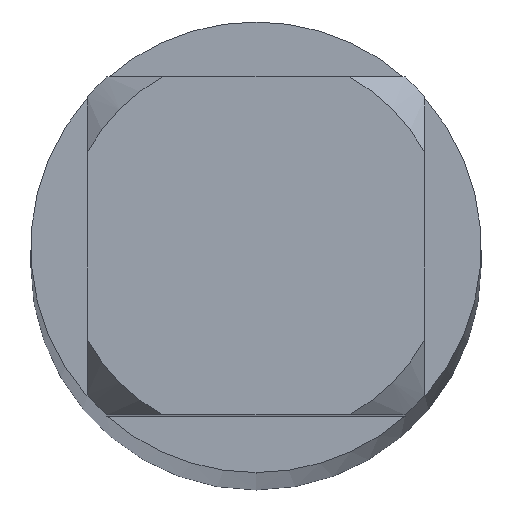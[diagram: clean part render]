
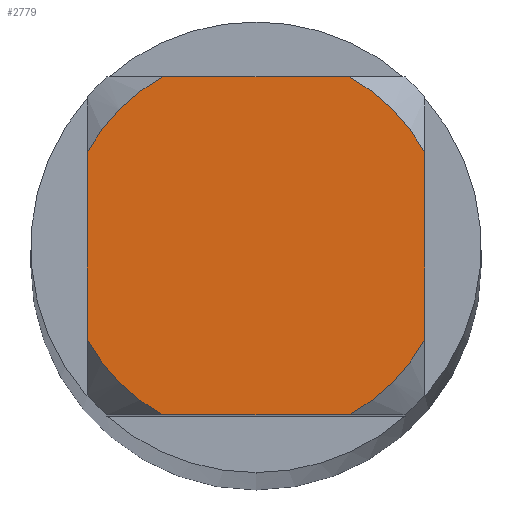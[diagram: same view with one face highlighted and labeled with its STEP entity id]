
A CAD part, top view. The second image highlights one B-rep face of the part: STEP entity #2779.
In plain terms, the highlighted planar face has unit normal (0, 0, 1).
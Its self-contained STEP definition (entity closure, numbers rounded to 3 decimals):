
#1013=VERTEX_POINT('',#2923);
#1085=VERTEX_POINT('',#3004);
#1231=EDGE_CURVE('',#1085,#2671,#3165,.T.);
#1407=EDGE_CURVE('',#2053,#1013,#3361,.T.);
#1691=VERTEX_POINT('',#3673);
#1817=VERTEX_POINT('',#3814);
#1857=EDGE_CURVE('',#2053,#2093,#3858,.T.);
#1965=VERTEX_POINT('',#3973);
#2039=EDGE_CURVE('',#1085,#1013,#4052,.T.);
#2053=VERTEX_POINT('',#4066);
#2093=VERTEX_POINT('',#4109);
#2433=EDGE_CURVE('',#1691,#1965,#4480,.T.);
#2643=EDGE_CURVE('',#1691,#2671,#4706,.T.);
#2671=VERTEX_POINT('',#4736);
#2769=EDGE_CURVE('',#1817,#1965,#4841,.T.);
#2779=ADVANCED_FACE('',(#4851),#4852,.T.);
#2791=EDGE_CURVE('',#1817,#2093,#4865,.T.);
#2923=CARTESIAN_POINT('',(0.581,-1.05,0.0));
#3004=CARTESIAN_POINT('',(1.05,-0.581,0.0));
#3165=LINE('',#5625,#5626);
#3361=LINE('',#5991,#5992);
#3673=CARTESIAN_POINT('',(0.581,1.05,0.0));
#3814=CARTESIAN_POINT('',(-1.05,0.581,0.0));
#3858=CIRCLE('',#7273,1.2);
#3973=CARTESIAN_POINT('',(-0.581,1.05,0.0));
#4052=CIRCLE('',#7713,1.2);
#4066=CARTESIAN_POINT('',(-0.581,-1.05,0.0));
#4109=CARTESIAN_POINT('',(-1.05,-0.581,0.0));
#4480=LINE('',#9053,#9054);
#4706=CIRCLE('',#9593,1.2);
#4736=CARTESIAN_POINT('',(1.05,0.581,0.0));
#4841=CIRCLE('',#9884,1.2);
#4851=FACE_OUTER_BOUND('',#9898,.T.);
#4852=PLANE('',#9899);
#4865=LINE('',#9931,#9932);
#5625=CARTESIAN_POINT('',(1.05,0.3,0.0));
#5626=VECTOR('',#10463,1.0);
#5991=CARTESIAN_POINT('',(0.0,-1.05,0.0));
#5992=VECTOR('',#10691,1.0);
#7273=AXIS2_PLACEMENT_3D('',#11254,#11255,#11256);
#7713=AXIS2_PLACEMENT_3D('',#11421,#11422,#11423);
#9053=CARTESIAN_POINT('',(0.0,1.05,0.0));
#9054=VECTOR('',#11916,1.0);
#9593=AXIS2_PLACEMENT_3D('',#12127,#12128,#12129);
#9884=AXIS2_PLACEMENT_3D('',#12258,#12259,#12260);
#9898=EDGE_LOOP('',(#12262,#12263,#12264,#12265,#12266,#12267,#12268,#12269));
#9899=AXIS2_PLACEMENT_3D('',#12270,#12271,#12272);
#9931=CARTESIAN_POINT('',(-1.05,0.3,0.0));
#9932=VECTOR('',#12281,1.0);
#10463=DIRECTION('',(-0.0,1.0,0.0));
#10691=DIRECTION('',(1.0,0.0,0.0));
#11254=CARTESIAN_POINT('',(0.0,0.0,0.0));
#11255=DIRECTION('',(0.0,0.0,-1.0));
#11256=DIRECTION('',(0.0,1.0,0.0));
#11421=CARTESIAN_POINT('',(0.0,0.0,0.0));
#11422=DIRECTION('',(0.0,0.0,-1.0));
#11423=DIRECTION('',(0.0,1.0,0.0));
#11916=DIRECTION('',(-1.0,0.0,0.0));
#12127=CARTESIAN_POINT('',(0.0,0.0,0.0));
#12128=DIRECTION('',(0.0,0.0,-1.0));
#12129=DIRECTION('',(0.0,1.0,0.0));
#12258=CARTESIAN_POINT('',(0.0,0.0,0.0));
#12259=DIRECTION('',(0.0,0.0,-1.0));
#12260=DIRECTION('',(0.0,1.0,0.0));
#12262=ORIENTED_EDGE('',*,*,#2791,.T.);
#12263=ORIENTED_EDGE('',*,*,#1857,.F.);
#12264=ORIENTED_EDGE('',*,*,#1407,.T.);
#12265=ORIENTED_EDGE('',*,*,#2039,.F.);
#12266=ORIENTED_EDGE('',*,*,#1231,.T.);
#12267=ORIENTED_EDGE('',*,*,#2643,.F.);
#12268=ORIENTED_EDGE('',*,*,#2433,.T.);
#12269=ORIENTED_EDGE('',*,*,#2769,.F.);
#12270=CARTESIAN_POINT('',(0.0,0.6,0.0));
#12271=DIRECTION('',(-0.0,0.0,1.0));
#12272=DIRECTION('',(0.0,-1.0,0.0));
#12281=DIRECTION('',(-0.0,-1.0,0.0));
